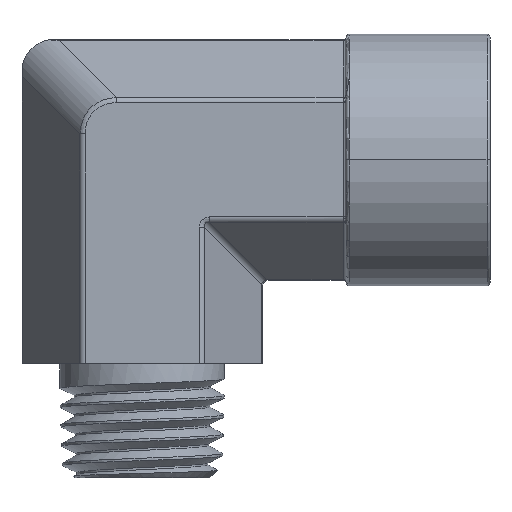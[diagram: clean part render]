
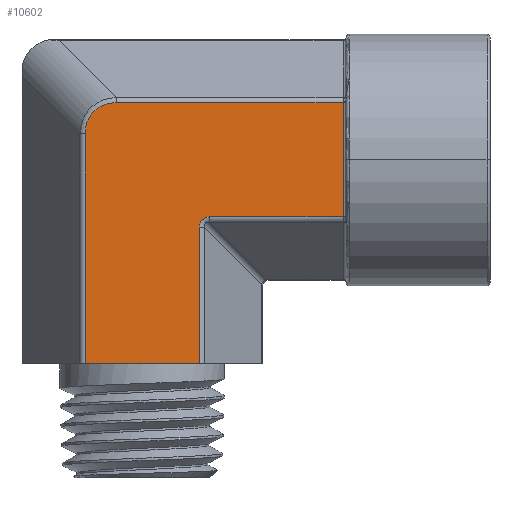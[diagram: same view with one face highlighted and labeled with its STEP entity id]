
A CAD part, top view. The second image highlights one B-rep face of the part: STEP entity #10602.
In plain terms, the highlighted planar face has unit normal (0, 0, 1).
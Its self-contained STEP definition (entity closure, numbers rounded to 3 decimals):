
#329=DIRECTION('',(-1.,0.,0.));
#330=VECTOR('',#329,9.526);
#331=CARTESIAN_POINT('',(4.763,-17.,8.75));
#332=LINE('',#331,#330);
#991=DIRECTION('',(0.,-1.,0.));
#992=VECTOR('',#991,9.526);
#993=CARTESIAN_POINT('',(16.75,4.763,8.75));
#994=LINE('',#993,#992);
#998=DIRECTION('',(-1.,0.,0.));
#999=VECTOR('',#998,11.121);
#1000=CARTESIAN_POINT('',(16.75,-4.763,8.75));
#1001=LINE('',#1000,#999);
#1005=CARTESIAN_POINT('',(4.763,-5.629,8.75));
#1006=CARTESIAN_POINT('',(4.763,-5.602,8.75));
#1007=CARTESIAN_POINT('',(4.765,-5.548,8.75));
#1008=CARTESIAN_POINT('',(4.774,-5.469,8.75));
#1009=CARTESIAN_POINT('',(4.789,-5.394,8.75));
#1010=CARTESIAN_POINT('',(4.809,-5.324,8.75));
#1011=CARTESIAN_POINT('',(4.834,-5.259,8.75));
#1012=CARTESIAN_POINT('',(4.862,-5.199,8.75));
#1013=CARTESIAN_POINT('',(4.894,-5.144,8.75));
#1014=CARTESIAN_POINT('',(4.928,-5.094,8.75));
#1015=CARTESIAN_POINT('',(4.965,-5.047,8.75));
#1016=CARTESIAN_POINT('',(5.005,-5.004,8.75));
#1017=CARTESIAN_POINT('',(5.047,-4.965,8.75));
#1018=CARTESIAN_POINT('',(5.094,-4.928,8.75));
#1019=CARTESIAN_POINT('',(5.144,-4.893,8.75));
#1020=CARTESIAN_POINT('',(5.199,-4.862,8.75));
#1021=CARTESIAN_POINT('',(5.259,-4.834,8.75));
#1022=CARTESIAN_POINT('',(5.325,-4.809,8.75));
#1023=CARTESIAN_POINT('',(5.395,-4.789,8.75));
#1024=CARTESIAN_POINT('',(5.469,-4.774,8.75));
#1025=CARTESIAN_POINT('',(5.548,-4.765,8.75));
#1026=CARTESIAN_POINT('',(5.602,-4.763,8.75));
#1027=CARTESIAN_POINT('',(5.629,-4.763,8.75));
#1032=DIRECTION('',(0.,1.,0.));
#1033=VECTOR('',#1032,11.371);
#1034=CARTESIAN_POINT('',(4.763,-17.,8.75));
#1035=LINE('',#1034,#1033);
#1039=DIRECTION('',(0.,1.,0.));
#1040=VECTOR('',#1039,19.165);
#1041=CARTESIAN_POINT('',(-4.763,-17.,8.75));
#1042=LINE('',#1041,#1040);
#1046=CARTESIAN_POINT('',(-2.165,4.763,8.75));
#1047=CARTESIAN_POINT('',(-2.228,4.763,8.75));
#1048=CARTESIAN_POINT('',(-2.353,4.759,8.75));
#1049=CARTESIAN_POINT('',(-2.533,4.743,8.75));
#1050=CARTESIAN_POINT('',(-2.708,4.717,8.75));
#1051=CARTESIAN_POINT('',(-2.877,4.681,8.75));
#1052=CARTESIAN_POINT('',(-3.039,4.636,8.75));
#1053=CARTESIAN_POINT('',(-3.194,4.582,8.75));
#1054=CARTESIAN_POINT('',(-3.343,4.52,8.75));
#1055=CARTESIAN_POINT('',(-3.485,4.449,8.75));
#1056=CARTESIAN_POINT('',(-3.621,4.371,8.75));
#1057=CARTESIAN_POINT('',(-3.749,4.285,8.75));
#1058=CARTESIAN_POINT('',(-3.87,4.192,8.75));
#1059=CARTESIAN_POINT('',(-3.984,4.092,8.75));
#1060=CARTESIAN_POINT('',(-4.092,3.984,8.75));
#1061=CARTESIAN_POINT('',(-4.192,3.87,8.75));
#1062=CARTESIAN_POINT('',(-4.285,3.749,8.75));
#1063=CARTESIAN_POINT('',(-4.371,3.621,8.75));
#1064=CARTESIAN_POINT('',(-4.449,3.485,8.75));
#1065=CARTESIAN_POINT('',(-4.52,3.343,8.75));
#1066=CARTESIAN_POINT('',(-4.582,3.194,8.75));
#1067=CARTESIAN_POINT('',(-4.636,3.039,8.75));
#1068=CARTESIAN_POINT('',(-4.681,2.877,8.75));
#1069=CARTESIAN_POINT('',(-4.717,2.708,8.75));
#1070=CARTESIAN_POINT('',(-4.743,2.533,8.75));
#1071=CARTESIAN_POINT('',(-4.759,2.353,8.75));
#1072=CARTESIAN_POINT('',(-4.763,2.228,8.75));
#1073=CARTESIAN_POINT('',(-4.763,2.165,8.75));
#1078=DIRECTION('',(1.,0.,0.));
#1079=VECTOR('',#1078,18.915);
#1080=CARTESIAN_POINT('',(-2.165,4.763,8.75));
#1081=LINE('',#1080,#1079);
#9454=CARTESIAN_POINT('',(4.763,-17.,8.75));
#9455=CARTESIAN_POINT('',(4.763,-5.629,8.75));
#9456=VERTEX_POINT('',#9454);
#9457=VERTEX_POINT('',#9455);
#9460=VERTEX_POINT('',#1027);
#9485=CARTESIAN_POINT('',(-4.763,-17.,8.75));
#9486=CARTESIAN_POINT('',(-4.763,2.165,8.75));
#9487=VERTEX_POINT('',#9485);
#9488=VERTEX_POINT('',#9486);
#9501=CARTESIAN_POINT('',(-2.165,4.763,8.75));
#9502=VERTEX_POINT('',#9501);
#9656=CARTESIAN_POINT('',(16.75,4.763,8.75));
#9658=VERTEX_POINT('',#9656);
#9663=CARTESIAN_POINT('',(16.75,-4.763,8.75));
#9664=VERTEX_POINT('',#9663);
#10581=CARTESIAN_POINT('',(0.,5.052,8.75));
#10582=DIRECTION('',(0.,0.,1.));
#10583=DIRECTION('',(0.,-1.,0.));
#10584=AXIS2_PLACEMENT_3D('',#10581,#10582,#10583);
#10585=PLANE('',#10584);
#10587=ORIENTED_EDGE('',*,*,#10586,.T.);
#10589=ORIENTED_EDGE('',*,*,#10588,.T.);
#10591=ORIENTED_EDGE('',*,*,#10590,.F.);
#10593=ORIENTED_EDGE('',*,*,#10592,.F.);
#10594=ORIENTED_EDGE('',*,*,#9932,.T.);
#10596=ORIENTED_EDGE('',*,*,#10595,.T.);
#10598=ORIENTED_EDGE('',*,*,#10597,.F.);
#10599=ORIENTED_EDGE('',*,*,#10570,.T.);
#10600=EDGE_LOOP('',(#10587,#10589,#10591,#10593,#10594,#10596,#10598,#10599));
#10601=FACE_OUTER_BOUND('',#10600,.F.);
#1028=B_SPLINE_CURVE_WITH_KNOTS('',3,(#1005,#1006,#1007,#1008,#1009,#1010,#1011,
#1012,#1013,#1014,#1015,#1016,#1017,#1018,#1019,#1020,#1021,#1022,#1023,#1024,
#1025,#1026,#1027),.UNSPECIFIED.,.F.,.F.,(4,1,1,1,1,1,1,1,1,1,1,1,1,1,1,1,1,1,1,
1,4),(0.,0.05,0.1,0.15,0.2,0.25,0.3,0.35,0.4,0.45,0.5,
0.55,0.6,0.65,0.7,0.75,0.8,0.85,0.9,0.95,1.),.UNSPECIFIED.);
#1074=B_SPLINE_CURVE_WITH_KNOTS('',3,(#1046,#1047,#1048,#1049,#1050,#1051,#1052,
#1053,#1054,#1055,#1056,#1057,#1058,#1059,#1060,#1061,#1062,#1063,#1064,#1065,
#1066,#1067,#1068,#1069,#1070,#1071,#1072,#1073),.UNSPECIFIED.,.F.,.F.,(4,1,1,1,
1,1,1,1,1,1,1,1,1,1,1,1,1,1,1,1,1,1,1,1,1,4),(0.,0.04,0.08,0.12,0.16,
0.2,0.24,0.28,0.32,0.36,0.4,0.44,0.48,0.52,0.56,0.6,
0.64,0.68,0.72,0.76,0.8,0.84,0.88,0.92,0.96,1.),
.UNSPECIFIED.);
#9932=EDGE_CURVE('',#9456,#9487,#332,.T.);
#10570=EDGE_CURVE('',#9502,#9658,#1081,.T.);
#10586=EDGE_CURVE('',#9658,#9664,#994,.T.);
#10588=EDGE_CURVE('',#9664,#9460,#1001,.T.);
#10590=EDGE_CURVE('',#9457,#9460,#1028,.T.);
#10592=EDGE_CURVE('',#9456,#9457,#1035,.T.);
#10595=EDGE_CURVE('',#9487,#9488,#1042,.T.);
#10597=EDGE_CURVE('',#9502,#9488,#1074,.T.);
#10602=ADVANCED_FACE('',(#10601),#10585,.T.);
